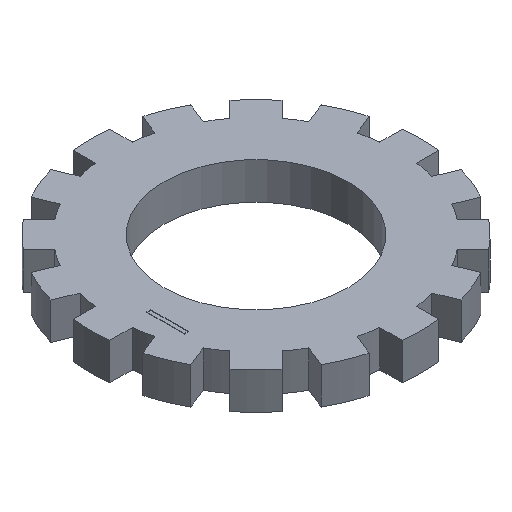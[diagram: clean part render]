
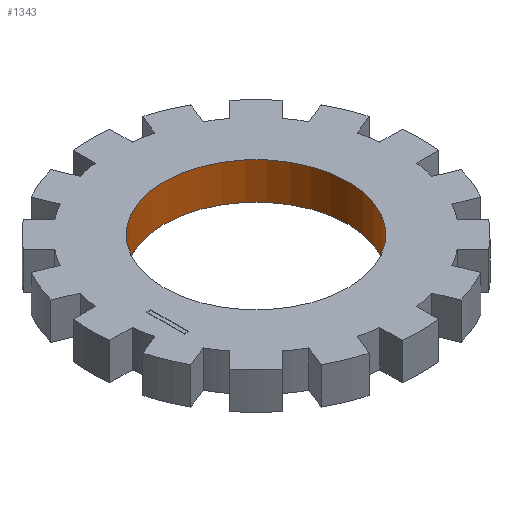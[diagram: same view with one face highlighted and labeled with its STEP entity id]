
A CAD part, isometric view. The second image highlights one B-rep face of the part: STEP entity #1343.
In plain terms, the highlighted cylindrical face has radius 250 mm (diameter 500 mm), a full revolution.
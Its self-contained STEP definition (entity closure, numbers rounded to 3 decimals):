
#12=CIRCLE('',#1429,250.);
#13=CIRCLE('',#1430,250.);
#78=CYLINDRICAL_SURFACE('',#1428,250.);
#131=ORIENTED_EDGE('',*,*,#535,.F.);
#132=ORIENTED_EDGE('',*,*,#536,.T.);
#535=EDGE_CURVE('',#737,#737,#12,.T.);
#536=EDGE_CURVE('',#738,#738,#13,.T.);
#737=VERTEX_POINT('',#2007);
#738=VERTEX_POINT('',#2009);
#1152=EDGE_LOOP('',(#131));
#1153=EDGE_LOOP('',(#132));
#1228=FACE_BOUND('',#1152,.T.);
#1229=FACE_BOUND('',#1153,.T.);
#1343=ADVANCED_FACE('',(#1228,#1229),#78,.F.);
#1428=AXIS2_PLACEMENT_3D('',#2005,#1585,#1586);
#1429=AXIS2_PLACEMENT_3D('',#2006,#1587,#1588);
#1430=AXIS2_PLACEMENT_3D('',#2008,#1589,#1590);
#1585=DIRECTION('',(0.,0.,-1.));
#1586=DIRECTION('',(-1.,0.,0.));
#1587=DIRECTION('',(0.,0.,1.));
#1588=DIRECTION('',(1.,0.,0.));
#1589=DIRECTION('',(0.,0.,1.));
#1590=DIRECTION('',(1.,0.,0.));
#2005=CARTESIAN_POINT('',(0.,0.,100.));
#2006=CARTESIAN_POINT('',(0.,0.,0.));
#2007=CARTESIAN_POINT('',(250.,0.,0.));
#2008=CARTESIAN_POINT('',(0.,0.,100.));
#2009=CARTESIAN_POINT('',(250.,0.,100.));
